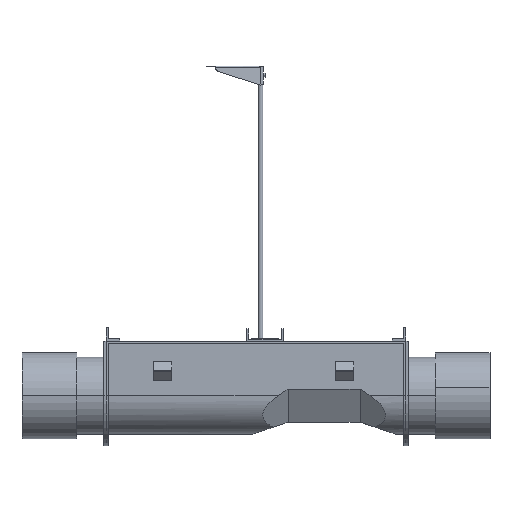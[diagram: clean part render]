
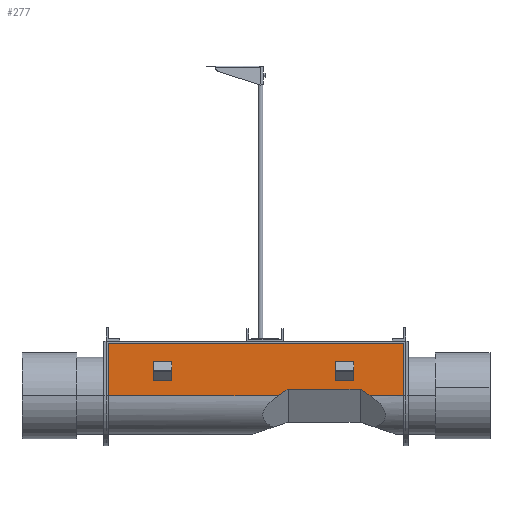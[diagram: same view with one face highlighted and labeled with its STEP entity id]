
A CAD part, top view. The second image highlights one B-rep face of the part: STEP entity #277.
In plain terms, the highlighted planar face has unit normal (0, 0, 1).
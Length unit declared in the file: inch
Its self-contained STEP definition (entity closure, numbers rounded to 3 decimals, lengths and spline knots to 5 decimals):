
#50 = ORIENTED_EDGE ( 'NONE', *, *, #2191, .F. ) ;
#101 = VERTEX_POINT ( 'NONE', #1679 ) ;
#172 = DIRECTION ( 'NONE',  ( 0., -1., 0. ) ) ;
#191 = VERTEX_POINT ( 'NONE', #2406 ) ;
#277 = ADVANCED_FACE ( 'NONE', ( #5530 ), #2878, .F. ) ;
#334 = CARTESIAN_POINT ( 'NONE',  ( 12.5127, 4.02726, 4.25 ) ) ;
#366 = ORIENTED_EDGE ( 'NONE', *, *, #4422, .F. ) ;
#453 = CARTESIAN_POINT ( 'NONE',  ( 16.5, 4.73045, 4.25 ) ) ;
#486 = LINE ( 'NONE', #4769, #568 ) ;
#568 = VECTOR ( 'NONE', #2172, 39.37008 ) ;
#581 = LINE ( 'NONE', #2001, #4826 ) ;
#622 = EDGE_CURVE ( 'NONE', #4730, #101, #486, .T. ) ;
#701 = VECTOR ( 'NONE', #1740, 39.37008 ) ;
#808 = VECTOR ( 'NONE', #6576, 39.37008 ) ;
#814 = DIRECTION ( 'NONE',  ( -0.832, 0.555, 0. ) ) ;
#850 = LINE ( 'NONE', #334, #3351 ) ;
#957 = ORIENTED_EDGE ( 'NONE', *, *, #622, .T. ) ;
#1168 = LINE ( 'NONE', #2788, #6780 ) ;
#1186 = LINE ( 'NONE', #6045, #701 ) ;
#1366 = ORIENTED_EDGE ( 'NONE', *, *, #2385, .F. ) ;
#1532 = DIRECTION ( 'NONE',  ( -1., 0., 0. ) ) ;
#1679 = CARTESIAN_POINT ( 'NONE',  ( -16.25, 9.75, 4.25 ) ) ;
#1699 = CARTESIAN_POINT ( 'NONE',  ( 2.44645, 4., 4.25 ) ) ;
#1734 = LINE ( 'NONE', #2764, #808 ) ;
#1740 = DIRECTION ( 'NONE',  ( 0., -1., 0. ) ) ;
#2001 = CARTESIAN_POINT ( 'NONE',  ( 16.5, 4., 4.25 ) ) ;
#2172 = DIRECTION ( 'NONE',  ( -1., 0., 0. ) ) ;
#2191 = EDGE_CURVE ( 'NONE', #191, #5109, #5440, .T. ) ;
#2311 = EDGE_CURVE ( 'NONE', #101, #4617, #1168, .T. ) ;
#2385 = EDGE_CURVE ( 'NONE', #4730, #5875, #1186, .T. ) ;
#2394 = CARTESIAN_POINT ( 'NONE',  ( 12.55355, 4., 4.25 ) ) ;
#2406 = CARTESIAN_POINT ( 'NONE',  ( 3.54062, 4.73045, 4.25 ) ) ;
#2440 = ORIENTED_EDGE ( 'NONE', *, *, #3021, .F. ) ;
#2505 = CARTESIAN_POINT ( 'NONE',  ( -16.25, 4., 4.25 ) ) ;
#2764 = CARTESIAN_POINT ( 'NONE',  ( 16.5, 4., 4.25 ) ) ;
#2788 = CARTESIAN_POINT ( 'NONE',  ( -16.25, 10., 4.25 ) ) ;
#2876 = AXIS2_PLACEMENT_3D ( 'NONE', #4455, #6571, #5517 ) ;
#2878 = PLANE ( 'NONE',  #2876 ) ;
#2957 = VERTEX_POINT ( 'NONE', #3532 ) ;
#3021 = EDGE_CURVE ( 'NONE', #5109, #4617, #1734, .T. ) ;
#3173 = DIRECTION ( 'NONE',  ( -1., 0., 0. ) ) ;
#3351 = VECTOR ( 'NONE', #814, 39.37008 ) ;
#3532 = CARTESIAN_POINT ( 'NONE',  ( 11.45938, 4.73045, 4.25 ) ) ;
#3673 = CARTESIAN_POINT ( 'NONE',  ( 16.25, 4., 4.25 ) ) ;
#3849 = EDGE_CURVE ( 'NONE', #4202, #2957, #850, .T. ) ;
#4202 = VERTEX_POINT ( 'NONE', #2394 ) ;
#4422 = EDGE_CURVE ( 'NONE', #2957, #191, #5219, .T. ) ;
#4455 = CARTESIAN_POINT ( 'NONE',  ( 16.5, 10., 4.25 ) ) ;
#4480 = ORIENTED_EDGE ( 'NONE', *, *, #3849, .F. ) ;
#4617 = VERTEX_POINT ( 'NONE', #2505 ) ;
#4730 = VERTEX_POINT ( 'NONE', #6294 ) ;
#4769 = CARTESIAN_POINT ( 'NONE',  ( 16.5, 9.75, 4.25 ) ) ;
#4826 = VECTOR ( 'NONE', #1532, 39.37008 ) ;
#5109 = VERTEX_POINT ( 'NONE', #1699 ) ;
#5219 = LINE ( 'NONE', #453, #6144 ) ;
#5356 = EDGE_CURVE ( 'NONE', #5875, #4202, #581, .T. ) ;
#5440 = LINE ( 'NONE', #6000, #5805 ) ;
#5517 = DIRECTION ( 'NONE',  ( -1., 0., 0. ) ) ;
#5530 = FACE_OUTER_BOUND ( 'NONE', #5585, .T. ) ;
#5585 = EDGE_LOOP ( 'NONE', ( #50, #366, #4480, #6320, #1366, #957, #6737, #2440 ) ) ;
#5805 = VECTOR ( 'NONE', #5970, 39.37008 ) ;
#5875 = VERTEX_POINT ( 'NONE', #3673 ) ;
#5970 = DIRECTION ( 'NONE',  ( -0.832, -0.555, 0. ) ) ;
#6000 = CARTESIAN_POINT ( 'NONE',  ( 14.9383, 12.33934, 4.25 ) ) ;
#6045 = CARTESIAN_POINT ( 'NONE',  ( 16.25, 10., 4.25 ) ) ;
#6144 = VECTOR ( 'NONE', #3173, 39.37008 ) ;
#6294 = CARTESIAN_POINT ( 'NONE',  ( 16.25, 9.75, 4.25 ) ) ;
#6320 = ORIENTED_EDGE ( 'NONE', *, *, #5356, .F. ) ;
#6571 = DIRECTION ( 'NONE',  ( 0., 0., -1. ) ) ;
#6576 = DIRECTION ( 'NONE',  ( -1., 0., 0. ) ) ;
#6737 = ORIENTED_EDGE ( 'NONE', *, *, #2311, .T. ) ;
#6780 = VECTOR ( 'NONE', #172, 39.37008 ) ;
